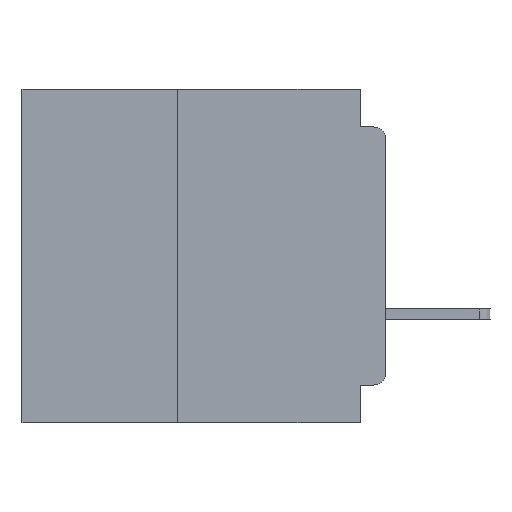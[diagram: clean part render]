
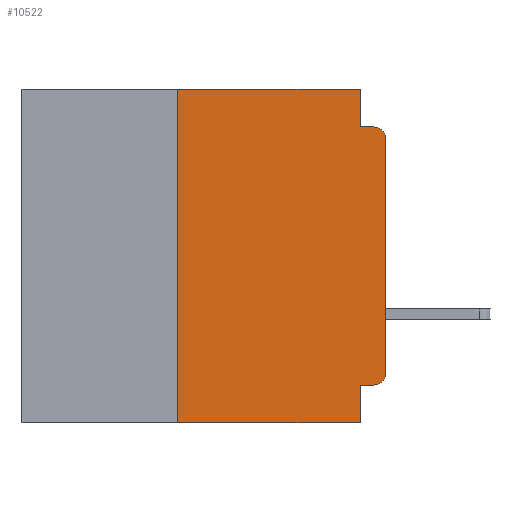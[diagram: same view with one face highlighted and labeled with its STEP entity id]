
A CAD part, left-side view. The second image highlights one B-rep face of the part: STEP entity #10522.
In plain terms, the highlighted planar face has unit normal (-1, 0, 0).
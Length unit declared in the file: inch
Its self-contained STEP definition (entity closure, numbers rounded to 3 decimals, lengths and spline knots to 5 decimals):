
#618 = VERTEX_POINT ( 'NONE', #24161 ) ;
#866 = ORIENTED_EDGE ( 'NONE', *, *, #38675, .F. ) ;
#1074 = EDGE_CURVE ( 'NONE', #61275, #46308, #40252, .T. ) ;
#2103 = DIRECTION ( 'NONE',  ( 0., 0., -1. ) ) ;
#2823 = CARTESIAN_POINT ( 'NONE',  ( 0., 0.015, -0.355 ) ) ;
#2830 = EDGE_CURVE ( 'NONE', #7816, #618, #14445, .T. ) ;
#2960 = EDGE_CURVE ( 'NONE', #39917, #58122, #60744, .T. ) ;
#5818 = CARTESIAN_POINT ( 'NONE',  ( 0., 0.031, 0. ) ) ;
#5861 = EDGE_CURVE ( 'NONE', #46308, #33585, #39565, .T. ) ;
#6115 = LINE ( 'NONE', #41965, #31682 ) ;
#6241 = DIRECTION ( 'NONE',  ( 1., 0., 0. ) ) ;
#6660 = LINE ( 'NONE', #16566, #57809 ) ;
#6726 = CARTESIAN_POINT ( 'NONE',  ( 0., 0.015, -0.045 ) ) ;
#7816 = VERTEX_POINT ( 'NONE', #53569 ) ;
#7850 = ORIENTED_EDGE ( 'NONE', *, *, #2830, .F. ) ;
#8013 = ORIENTED_EDGE ( 'NONE', *, *, #28084, .T. ) ;
#8045 = CARTESIAN_POINT ( 'NONE',  ( 0., 0.031, -0.4 ) ) ;
#8221 = CARTESIAN_POINT ( 'NONE',  ( 0., 0., -0.06 ) ) ;
#10405 = EDGE_CURVE ( 'NONE', #33585, #22392, #53217, .T. ) ;
#10522 = ADVANCED_FACE ( 'NONE', ( #57185 ), #16340, .F. ) ;
#10700 = AXIS2_PLACEMENT_3D ( 'NONE', #63362, #32757, #2103 ) ;
#11379 = DIRECTION ( 'NONE',  ( 0., -1., 0. ) ) ;
#13134 = VECTOR ( 'NONE', #43558, 39.37008 ) ;
#13901 = AXIS2_PLACEMENT_3D ( 'NONE', #57169, #6241, #42026 ) ;
#14104 = DIRECTION ( 'NONE',  ( 0., 0., 1. ) ) ;
#14445 = LINE ( 'NONE', #8045, #28009 ) ;
#15270 = DIRECTION ( 'NONE',  ( -1., 0., 0. ) ) ;
#16340 = PLANE ( 'NONE',  #13901 ) ;
#16566 = CARTESIAN_POINT ( 'NONE',  ( 0., 0., -0.045 ) ) ;
#17340 = ORIENTED_EDGE ( 'NONE', *, *, #1074, .F. ) ;
#21969 = VECTOR ( 'NONE', #49139, 39.37008 ) ;
#22053 = EDGE_LOOP ( 'NONE', ( #64213, #30326, #59441, #24142, #41132, #17340, #39847, #7850, #866, #8013 ) ) ;
#22392 = VERTEX_POINT ( 'NONE', #24858 ) ;
#22628 = EDGE_CURVE ( 'NONE', #22392, #65271, #6660, .T. ) ;
#24142 = ORIENTED_EDGE ( 'NONE', *, *, #10405, .F. ) ;
#24161 = CARTESIAN_POINT ( 'NONE',  ( 0., 0.031, -0.4 ) ) ;
#24472 = VECTOR ( 'NONE', #66112, 39.37008 ) ;
#24858 = CARTESIAN_POINT ( 'NONE',  ( 0., 0.031, -0.045 ) ) ;
#28009 = VECTOR ( 'NONE', #43806, 39.37008 ) ;
#28084 = EDGE_CURVE ( 'NONE', #46655, #39917, #54331, .T. ) ;
#29251 = CARTESIAN_POINT ( 'NONE',  ( 0., 0., 0. ) ) ;
#29402 = CARTESIAN_POINT ( 'NONE',  ( 0., 0.25, -0.4 ) ) ;
#30191 = EDGE_CURVE ( 'NONE', #58122, #65271, #44561, .T. ) ;
#30326 = ORIENTED_EDGE ( 'NONE', *, *, #30191, .T. ) ;
#30385 = CARTESIAN_POINT ( 'NONE',  ( 0., 0.031, 0. ) ) ;
#31489 = CARTESIAN_POINT ( 'NONE',  ( 0., 0.25, 0. ) ) ;
#31682 = VECTOR ( 'NONE', #11379, 39.37008 ) ;
#32757 = DIRECTION ( 'NONE',  ( -1., 0., 0. ) ) ;
#33585 = VERTEX_POINT ( 'NONE', #5818 ) ;
#33930 = CARTESIAN_POINT ( 'NONE',  ( 0., 0., -0.355 ) ) ;
#38675 = EDGE_CURVE ( 'NONE', #46655, #7816, #47527, .T. ) ;
#39565 = LINE ( 'NONE', #65150, #49938 ) ;
#39714 = DIRECTION ( 'NONE',  ( 0., -1., 0. ) ) ;
#39847 = ORIENTED_EDGE ( 'NONE', *, *, #48855, .T. ) ;
#39917 = VERTEX_POINT ( 'NONE', #64149 ) ;
#40252 = LINE ( 'NONE', #54436, #13134 ) ;
#41132 = ORIENTED_EDGE ( 'NONE', *, *, #5861, .F. ) ;
#41965 = CARTESIAN_POINT ( 'NONE',  ( 0., 0.437, -0.4 ) ) ;
#42026 = DIRECTION ( 'NONE',  ( 0., 0., -1. ) ) ;
#42027 = DIRECTION ( 'NONE',  ( 0., -1., 0. ) ) ;
#43558 = DIRECTION ( 'NONE',  ( 0., 0., 1. ) ) ;
#43806 = DIRECTION ( 'NONE',  ( 0., 0., -1. ) ) ;
#44561 = CIRCLE ( 'NONE', #10700, 0.015 ) ;
#45847 = CARTESIAN_POINT ( 'NONE',  ( 0., 0.015, -0.34 ) ) ;
#46308 = VERTEX_POINT ( 'NONE', #31489 ) ;
#46655 = VERTEX_POINT ( 'NONE', #2823 ) ;
#47177 = VECTOR ( 'NONE', #14104, 39.37008 ) ;
#47527 = LINE ( 'NONE', #33930, #21969 ) ;
#48240 = AXIS2_PLACEMENT_3D ( 'NONE', #45847, #15270, #50971 ) ;
#48855 = EDGE_CURVE ( 'NONE', #61275, #618, #6115, .T. ) ;
#49139 = DIRECTION ( 'NONE',  ( 0., 1., 0. ) ) ;
#49938 = VECTOR ( 'NONE', #39714, 39.37008 ) ;
#50971 = DIRECTION ( 'NONE',  ( 0., 0., -1. ) ) ;
#53217 = LINE ( 'NONE', #30385, #24472 ) ;
#53569 = CARTESIAN_POINT ( 'NONE',  ( 0., 0.031, -0.355 ) ) ;
#54331 = CIRCLE ( 'NONE', #48240, 0.015 ) ;
#54436 = CARTESIAN_POINT ( 'NONE',  ( 0., 0.25, -0.4 ) ) ;
#57169 = CARTESIAN_POINT ( 'NONE',  ( 0., 0.437, 0. ) ) ;
#57185 = FACE_OUTER_BOUND ( 'NONE', #22053, .T. ) ;
#57809 = VECTOR ( 'NONE', #42027, 39.37008 ) ;
#58122 = VERTEX_POINT ( 'NONE', #8221 ) ;
#59441 = ORIENTED_EDGE ( 'NONE', *, *, #22628, .F. ) ;
#60744 = LINE ( 'NONE', #29251, #47177 ) ;
#61275 = VERTEX_POINT ( 'NONE', #29402 ) ;
#63362 = CARTESIAN_POINT ( 'NONE',  ( 0., 0.015, -0.06 ) ) ;
#64149 = CARTESIAN_POINT ( 'NONE',  ( 0., 0., -0.34 ) ) ;
#64213 = ORIENTED_EDGE ( 'NONE', *, *, #2960, .T. ) ;
#65150 = CARTESIAN_POINT ( 'NONE',  ( 0., 0.437, 0. ) ) ;
#65271 = VERTEX_POINT ( 'NONE', #6726 ) ;
#66112 = DIRECTION ( 'NONE',  ( 0., 0., -1. ) ) ;
